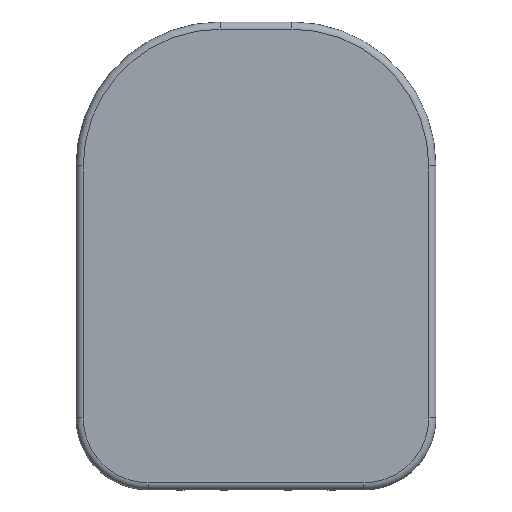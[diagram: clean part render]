
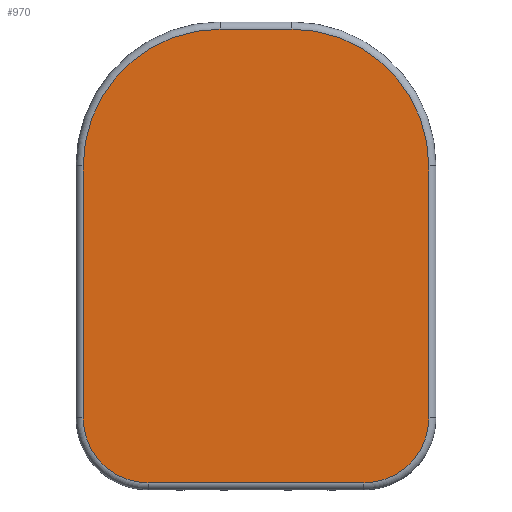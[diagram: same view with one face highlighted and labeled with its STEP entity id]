
A CAD part, top view. The second image highlights one B-rep face of the part: STEP entity #970.
In plain terms, the highlighted planar face has unit normal (0, 0, 1).
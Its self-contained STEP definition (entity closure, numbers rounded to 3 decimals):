
#34=PLANE('',#1074);
#72=FACE_OUTER_BOUND('',#126,.T.);
#126=EDGE_LOOP('',(#759,#760,#761,#762,#763,#764,#765,#766));
#225=LINE('',#1608,#317);
#226=LINE('',#1612,#318);
#227=LINE('',#1616,#319);
#228=LINE('',#1619,#320);
#317=VECTOR('',#1285,1000.);
#318=VECTOR('',#1288,1000.);
#319=VECTOR('',#1291,1000.);
#320=VECTOR('',#1294,1000.);
#387=CIRCLE('',#1075,190.);
#388=CIRCLE('',#1076,190.);
#389=CIRCLE('',#1077,90.);
#390=CIRCLE('',#1078,90.);
#475=VERTEX_POINT('',#1604);
#476=VERTEX_POINT('',#1605);
#477=VERTEX_POINT('',#1607);
#478=VERTEX_POINT('',#1609);
#479=VERTEX_POINT('',#1611);
#480=VERTEX_POINT('',#1613);
#481=VERTEX_POINT('',#1615);
#482=VERTEX_POINT('',#1617);
#589=EDGE_CURVE('',#475,#476,#387,.T.);
#590=EDGE_CURVE('',#476,#477,#225,.T.);
#591=EDGE_CURVE('',#477,#478,#388,.T.);
#592=EDGE_CURVE('',#478,#479,#226,.T.);
#593=EDGE_CURVE('',#479,#480,#389,.T.);
#594=EDGE_CURVE('',#480,#481,#227,.T.);
#595=EDGE_CURVE('',#481,#482,#390,.T.);
#596=EDGE_CURVE('',#482,#475,#228,.T.);
#759=ORIENTED_EDGE('',*,*,#589,.T.);
#760=ORIENTED_EDGE('',*,*,#590,.T.);
#761=ORIENTED_EDGE('',*,*,#591,.T.);
#762=ORIENTED_EDGE('',*,*,#592,.T.);
#763=ORIENTED_EDGE('',*,*,#593,.T.);
#764=ORIENTED_EDGE('',*,*,#594,.T.);
#765=ORIENTED_EDGE('',*,*,#595,.T.);
#766=ORIENTED_EDGE('',*,*,#596,.T.);
#970=ADVANCED_FACE('',(#72),#34,.T.);
#1074=AXIS2_PLACEMENT_3D('',#1603,#1281,#1282);
#1075=AXIS2_PLACEMENT_3D('',#1606,#1283,#1284);
#1076=AXIS2_PLACEMENT_3D('',#1610,#1286,#1287);
#1077=AXIS2_PLACEMENT_3D('',#1614,#1289,#1290);
#1078=AXIS2_PLACEMENT_3D('',#1618,#1292,#1293);
#1281=DIRECTION('center_axis',(0.,0.,1.));
#1282=DIRECTION('ref_axis',(1.,0.,0.));
#1283=DIRECTION('center_axis',(0.,0.,1.));
#1284=DIRECTION('ref_axis',(1.,0.,0.));
#1285=DIRECTION('',(-1.,0.,0.));
#1286=DIRECTION('center_axis',(0.,0.,1.));
#1287=DIRECTION('ref_axis',(1.,0.,0.));
#1288=DIRECTION('',(0.,-1.,0.));
#1289=DIRECTION('center_axis',(0.,0.,1.));
#1290=DIRECTION('ref_axis',(1.,0.,0.));
#1291=DIRECTION('',(1.,0.,0.));
#1292=DIRECTION('center_axis',(0.,0.,1.));
#1293=DIRECTION('ref_axis',(1.,0.,0.));
#1294=DIRECTION('',(0.,1.,0.));
#1603=CARTESIAN_POINT('Origin',(150.,-225.,15.));
#1604=CARTESIAN_POINT('',(240.,125.,15.));
#1605=CARTESIAN_POINT('',(50.,315.,15.));
#1606=CARTESIAN_POINT('Origin',(50.,125.,15.));
#1607=CARTESIAN_POINT('',(-50.,315.,15.));
#1608=CARTESIAN_POINT('',(-50.,315.,15.));
#1609=CARTESIAN_POINT('',(-240.,125.,15.));
#1610=CARTESIAN_POINT('Origin',(-50.,125.,15.));
#1611=CARTESIAN_POINT('',(-240.,-225.,15.));
#1612=CARTESIAN_POINT('',(-240.,-225.,15.));
#1613=CARTESIAN_POINT('',(-150.,-315.,15.));
#1614=CARTESIAN_POINT('Origin',(-150.,-225.,15.));
#1615=CARTESIAN_POINT('',(150.,-315.,15.));
#1616=CARTESIAN_POINT('',(150.,-315.,15.));
#1617=CARTESIAN_POINT('',(240.,-225.,15.));
#1618=CARTESIAN_POINT('Origin',(150.,-225.,15.));
#1619=CARTESIAN_POINT('',(240.,125.,15.));
